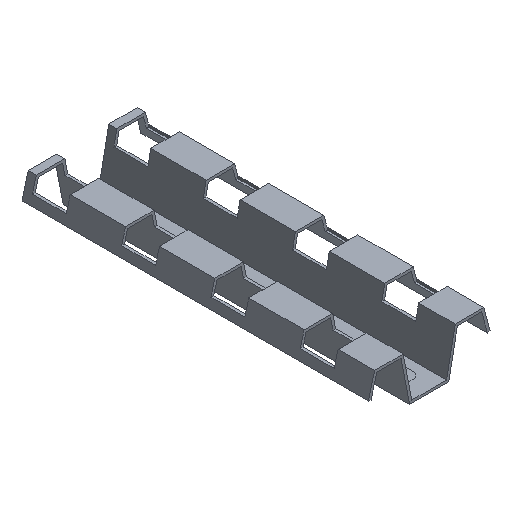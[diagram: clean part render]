
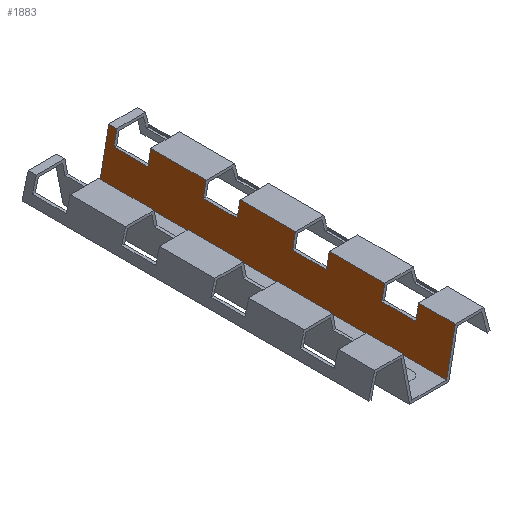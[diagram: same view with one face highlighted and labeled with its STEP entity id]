
A CAD part, isometric view. The second image highlights one B-rep face of the part: STEP entity #1883.
In plain terms, the highlighted planar face has unit normal (-0.982, 0, 0.191).
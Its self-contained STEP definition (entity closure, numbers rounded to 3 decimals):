
#77=FACE_OUTER_BOUND('',#155,.T.);
#155=EDGE_LOOP('',(#1529,#1530,#1531,#1532,#1533,#1534,#1535,#1536,#1537,
#1538,#1539,#1540,#1541,#1542,#1543,#1544,#1545,#1546,#1547,#1548));
#209=LINE('',#2558,#477);
#221=LINE('',#2582,#489);
#226=LINE('',#2592,#494);
#272=LINE('',#2684,#540);
#284=LINE('',#2708,#552);
#289=LINE('',#2718,#557);
#315=LINE('',#2770,#583);
#327=LINE('',#2794,#595);
#332=LINE('',#2804,#600);
#338=LINE('',#2816,#606);
#350=LINE('',#2840,#618);
#355=LINE('',#2850,#623);
#391=LINE('',#2914,#659);
#392=LINE('',#2916,#660);
#393=LINE('',#2918,#661);
#394=LINE('',#2920,#662);
#395=LINE('',#2922,#663);
#396=LINE('',#2923,#664);
#397=LINE('',#2924,#665);
#398=LINE('',#2925,#666);
#477=VECTOR('',#2084,1.);
#489=VECTOR('',#2100,1.);
#494=VECTOR('',#2109,1.);
#540=VECTOR('',#2173,1.);
#552=VECTOR('',#2189,1.);
#557=VECTOR('',#2198,1.);
#583=VECTOR('',#2234,1.);
#595=VECTOR('',#2250,1.);
#600=VECTOR('',#2259,1.);
#606=VECTOR('',#2267,1.);
#618=VECTOR('',#2283,1.);
#623=VECTOR('',#2292,1.);
#659=VECTOR('',#2354,1.);
#660=VECTOR('',#2355,1.);
#661=VECTOR('',#2356,1.);
#662=VECTOR('',#2357,1.);
#663=VECTOR('',#2358,1.);
#664=VECTOR('',#2359,1.);
#665=VECTOR('',#2360,1.);
#666=VECTOR('',#2361,1.);
#765=VERTEX_POINT('',#2556);
#766=VERTEX_POINT('',#2557);
#776=VERTEX_POINT('',#2581);
#779=VERTEX_POINT('',#2591);
#815=VERTEX_POINT('',#2682);
#816=VERTEX_POINT('',#2683);
#826=VERTEX_POINT('',#2707);
#829=VERTEX_POINT('',#2717);
#849=VERTEX_POINT('',#2768);
#850=VERTEX_POINT('',#2769);
#860=VERTEX_POINT('',#2793);
#863=VERTEX_POINT('',#2803);
#867=VERTEX_POINT('',#2814);
#868=VERTEX_POINT('',#2815);
#878=VERTEX_POINT('',#2839);
#881=VERTEX_POINT('',#2849);
#897=VERTEX_POINT('',#2915);
#898=VERTEX_POINT('',#2917);
#899=VERTEX_POINT('',#2919);
#900=VERTEX_POINT('',#2921);
#969=EDGE_CURVE('',#765,#766,#209,.T.);
#981=EDGE_CURVE('',#776,#765,#221,.T.);
#986=EDGE_CURVE('',#779,#776,#226,.T.);
#1032=EDGE_CURVE('',#815,#816,#272,.T.);
#1044=EDGE_CURVE('',#826,#815,#284,.T.);
#1049=EDGE_CURVE('',#829,#826,#289,.T.);
#1075=EDGE_CURVE('',#849,#850,#315,.T.);
#1087=EDGE_CURVE('',#860,#849,#327,.T.);
#1092=EDGE_CURVE('',#863,#860,#332,.T.);
#1098=EDGE_CURVE('',#867,#868,#338,.T.);
#1110=EDGE_CURVE('',#878,#867,#350,.T.);
#1115=EDGE_CURVE('',#881,#878,#355,.T.);
#1151=EDGE_CURVE('',#766,#863,#391,.T.);
#1152=EDGE_CURVE('',#850,#897,#392,.T.);
#1153=EDGE_CURVE('',#898,#897,#393,.T.);
#1154=EDGE_CURVE('',#899,#898,#394,.T.);
#1155=EDGE_CURVE('',#899,#900,#395,.T.);
#1156=EDGE_CURVE('',#900,#881,#396,.T.);
#1157=EDGE_CURVE('',#868,#829,#397,.T.);
#1158=EDGE_CURVE('',#816,#779,#398,.T.);
#1529=ORIENTED_EDGE('',*,*,#986,.T.);
#1530=ORIENTED_EDGE('',*,*,#981,.T.);
#1531=ORIENTED_EDGE('',*,*,#969,.T.);
#1532=ORIENTED_EDGE('',*,*,#1151,.T.);
#1533=ORIENTED_EDGE('',*,*,#1092,.T.);
#1534=ORIENTED_EDGE('',*,*,#1087,.T.);
#1535=ORIENTED_EDGE('',*,*,#1075,.T.);
#1536=ORIENTED_EDGE('',*,*,#1152,.T.);
#1537=ORIENTED_EDGE('',*,*,#1153,.F.);
#1538=ORIENTED_EDGE('',*,*,#1154,.F.);
#1539=ORIENTED_EDGE('',*,*,#1155,.T.);
#1540=ORIENTED_EDGE('',*,*,#1156,.T.);
#1541=ORIENTED_EDGE('',*,*,#1115,.T.);
#1542=ORIENTED_EDGE('',*,*,#1110,.T.);
#1543=ORIENTED_EDGE('',*,*,#1098,.T.);
#1544=ORIENTED_EDGE('',*,*,#1157,.T.);
#1545=ORIENTED_EDGE('',*,*,#1049,.T.);
#1546=ORIENTED_EDGE('',*,*,#1044,.T.);
#1547=ORIENTED_EDGE('',*,*,#1032,.T.);
#1548=ORIENTED_EDGE('',*,*,#1158,.T.);
#1805=PLANE('',#1986);
#1883=ADVANCED_FACE('',(#77),#1805,.T.);
#1986=AXIS2_PLACEMENT_3D('',#2913,#2352,#2353);
#2084=DIRECTION('',(0.191,0.,0.982));
#2100=DIRECTION('',(0.,1.,0.));
#2109=DIRECTION('',(-0.191,0.,-0.982));
#2173=DIRECTION('',(0.191,0.,0.982));
#2189=DIRECTION('',(0.,1.,0.));
#2198=DIRECTION('',(-0.191,0.,-0.982));
#2234=DIRECTION('',(0.191,0.,0.982));
#2250=DIRECTION('',(0.,1.,0.));
#2259=DIRECTION('',(-0.191,0.,-0.982));
#2267=DIRECTION('',(0.191,0.,0.982));
#2283=DIRECTION('',(0.,1.,0.));
#2292=DIRECTION('',(-0.191,0.,-0.982));
#2352=DIRECTION('center_axis',(-0.982,0.,
0.191));
#2353=DIRECTION('ref_axis',(0.191,0.,0.982));
#2354=DIRECTION('',(0.,1.,0.));
#2355=DIRECTION('',(0.,1.,0.));
#2356=DIRECTION('',(0.191,0.,0.982));
#2357=DIRECTION('',(0.,1.,0.));
#2358=DIRECTION('',(0.191,0.,0.982));
#2359=DIRECTION('',(0.,1.,0.));
#2360=DIRECTION('',(0.,1.,0.));
#2361=DIRECTION('',(0.,1.,0.));
#2556=CARTESIAN_POINT('',(157.873,75.197,5.101));
#2557=CARTESIAN_POINT('',(159.452,75.197,13.225));
#2558=CARTESIAN_POINT('',(156.61,75.197,-1.398));
#2581=CARTESIAN_POINT('',(157.873,56.197,5.101));
#2582=CARTESIAN_POINT('',(157.873,0.697,5.101));
#2591=CARTESIAN_POINT('',(159.452,56.197,13.225));
#2592=CARTESIAN_POINT('',(156.25,56.197,-3.252));
#2682=CARTESIAN_POINT('',(157.873,25.197,5.101));
#2683=CARTESIAN_POINT('',(159.452,25.197,13.225));
#2684=CARTESIAN_POINT('',(156.61,25.197,-1.398));
#2707=CARTESIAN_POINT('',(157.873,6.197,5.101));
#2708=CARTESIAN_POINT('',(157.873,-24.303,5.101));
#2717=CARTESIAN_POINT('',(159.452,6.197,13.225));
#2718=CARTESIAN_POINT('',(156.25,6.197,-3.252));
#2768=CARTESIAN_POINT('',(157.873,125.197,5.101));
#2769=CARTESIAN_POINT('',(159.452,125.197,13.225));
#2770=CARTESIAN_POINT('',(156.61,125.197,-1.398));
#2793=CARTESIAN_POINT('',(157.873,106.197,5.101));
#2794=CARTESIAN_POINT('',(157.873,25.697,5.101));
#2803=CARTESIAN_POINT('',(159.452,106.197,13.225));
#2804=CARTESIAN_POINT('',(156.25,106.197,-3.252));
#2814=CARTESIAN_POINT('',(157.873,-24.803,5.101));
#2815=CARTESIAN_POINT('',(159.452,-24.803,13.225));
#2816=CARTESIAN_POINT('',(156.61,-24.803,-1.398));
#2839=CARTESIAN_POINT('',(157.873,-43.803,5.101));
#2840=CARTESIAN_POINT('',(157.873,-49.303,5.101));
#2849=CARTESIAN_POINT('',(159.452,-43.803,13.225));
#2850=CARTESIAN_POINT('',(156.25,-43.803,-3.252));
#2913=CARTESIAN_POINT('Origin',(154.642,-64.303,-11.525));
#2914=CARTESIAN_POINT('',(159.452,-64.303,13.225));
#2915=CARTESIAN_POINT('',(159.452,129.697,13.225));
#2916=CARTESIAN_POINT('',(159.452,-64.303,13.225));
#2917=CARTESIAN_POINT('',(154.642,129.697,-11.525));
#2918=CARTESIAN_POINT('',(154.642,129.697,-11.525));
#2919=CARTESIAN_POINT('',(154.642,-64.303,-11.525));
#2920=CARTESIAN_POINT('',(154.642,-64.303,-11.525));
#2921=CARTESIAN_POINT('',(159.452,-64.303,13.225));
#2922=CARTESIAN_POINT('',(154.642,-64.303,-11.525));
#2923=CARTESIAN_POINT('',(159.452,-64.303,13.225));
#2924=CARTESIAN_POINT('',(159.452,-64.303,13.225));
#2925=CARTESIAN_POINT('',(159.452,-64.303,13.225));
